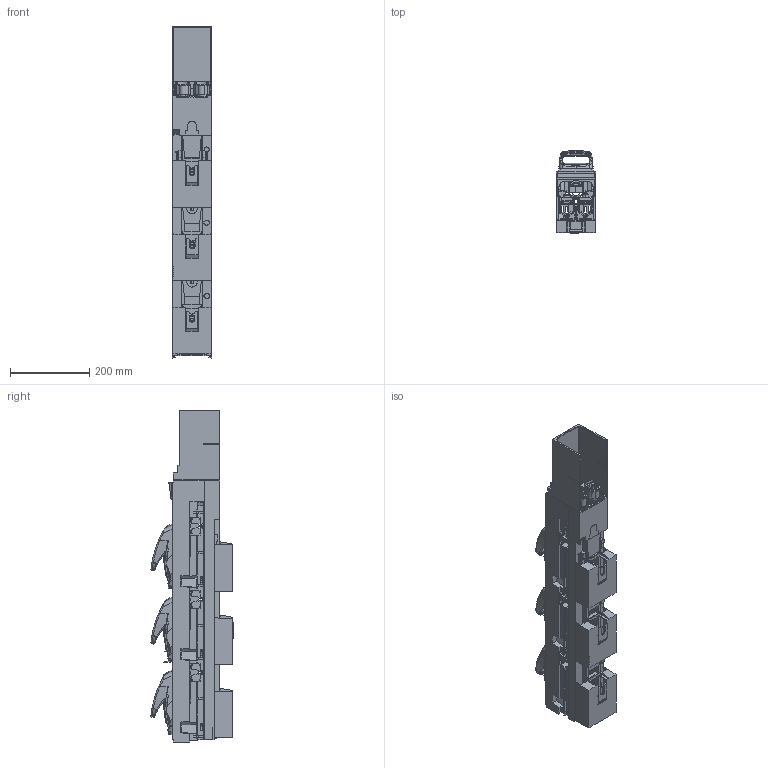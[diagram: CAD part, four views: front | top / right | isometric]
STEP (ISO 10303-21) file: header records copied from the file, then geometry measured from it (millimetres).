
FILE_DESCRIPTION((''),'2;1');
FILE_NAME('1SEP622004R0001_ASM','2023-03-01T15:43:43',('20724'),(''),'CREO PARAMETRIC BY PTC INC, 2016390','CREO PARAMETRIC BY PTC INC, 2016390','');
FILE_SCHEMA(('AUTOMOTIVE_DESIGN { 1 0 10303 214 1 1 1 1 }'));
Products named in the file (1): 1SEP622004R0001_ASM
Bounding box: 99 x 207.4 x 839.06 mm (x, y, z)
Surface area: 723304.4 mm2 (no closed solid volume)
Topology: 0 solids, 353 shells, 2827 faces, 12150 edges, 9530 vertices
Faces by surface type: plane 1636, bspline 536, cylinder 454, torus 82, extrusion 60, cone 59
Entity records: 284571 total; most frequent: CARTESIAN_POINT 158571, ORIENTED_EDGE 17849, DIRECTION 13201, EDGE_CURVE 12137, PRESENTATION_STYLE_ASSIGNMENT 11461, STYLED_ITEM 10982, CURVE_STYLE 10281, VERTEX_POINT 9530
